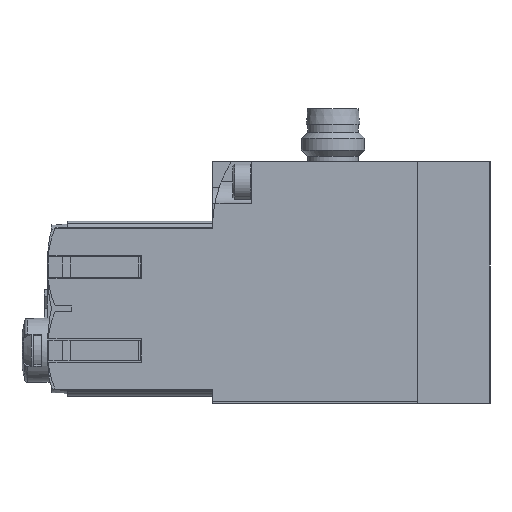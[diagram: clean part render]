
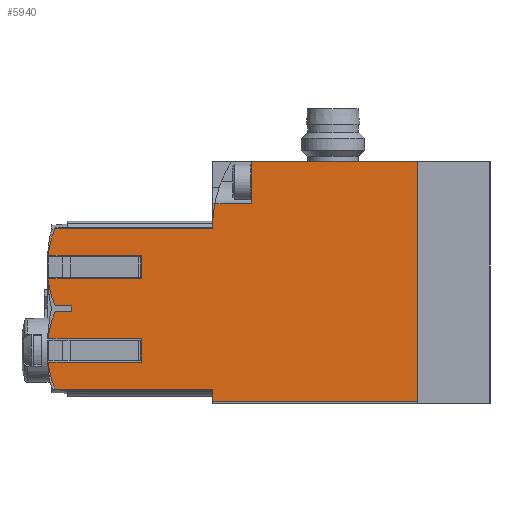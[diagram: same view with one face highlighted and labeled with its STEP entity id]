
A CAD part, left-side view. The second image highlights one B-rep face of the part: STEP entity #5940.
In plain terms, the highlighted planar face has unit normal (-1, 0, 0).
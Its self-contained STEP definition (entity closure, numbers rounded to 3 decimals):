
#152=LINE('',#9563,#595);
#164=LINE('',#9586,#607);
#165=LINE('',#9588,#608);
#166=LINE('',#9592,#609);
#167=LINE('',#9594,#610);
#168=LINE('',#9596,#611);
#169=LINE('',#9600,#612);
#170=LINE('',#9602,#613);
#171=LINE('',#9604,#614);
#172=LINE('',#9608,#615);
#173=LINE('',#9610,#616);
#174=LINE('',#9612,#617);
#175=LINE('',#9616,#618);
#176=LINE('',#9618,#619);
#177=LINE('',#9620,#620);
#178=LINE('',#9622,#621);
#179=LINE('',#9623,#622);
#595=VECTOR('',#7475,1000.);
#607=VECTOR('',#7491,1000.);
#608=VECTOR('',#7492,1000.);
#609=VECTOR('',#7495,1000.);
#610=VECTOR('',#7496,1000.);
#611=VECTOR('',#7497,1000.);
#612=VECTOR('',#7500,1000.);
#613=VECTOR('',#7501,1000.);
#614=VECTOR('',#7502,1000.);
#615=VECTOR('',#7505,1000.);
#616=VECTOR('',#7506,1000.);
#617=VECTOR('',#7507,1000.);
#618=VECTOR('',#7510,1000.);
#619=VECTOR('',#7511,1000.);
#620=VECTOR('',#7512,1000.);
#621=VECTOR('',#7513,1000.);
#622=VECTOR('',#7514,1000.);
#1005=PLANE('',#6498);
#1690=ORIENTED_EDGE('',*,*,#3081,.F.);
#1691=ORIENTED_EDGE('',*,*,#3060,.F.);
#1692=ORIENTED_EDGE('',*,*,#3082,.F.);
#1693=ORIENTED_EDGE('',*,*,#3083,.F.);
#1694=ORIENTED_EDGE('',*,*,#3084,.F.);
#1695=ORIENTED_EDGE('',*,*,#3085,.F.);
#1696=ORIENTED_EDGE('',*,*,#3086,.F.);
#1697=ORIENTED_EDGE('',*,*,#3087,.F.);
#1698=ORIENTED_EDGE('',*,*,#3088,.F.);
#1699=ORIENTED_EDGE('',*,*,#3089,.F.);
#1700=ORIENTED_EDGE('',*,*,#3090,.F.);
#1701=ORIENTED_EDGE('',*,*,#3091,.F.);
#1702=ORIENTED_EDGE('',*,*,#3092,.F.);
#1703=ORIENTED_EDGE('',*,*,#3093,.F.);
#1704=ORIENTED_EDGE('',*,*,#3094,.F.);
#1705=ORIENTED_EDGE('',*,*,#3095,.F.);
#1706=ORIENTED_EDGE('',*,*,#3096,.F.);
#1707=ORIENTED_EDGE('',*,*,#3097,.F.);
#1708=ORIENTED_EDGE('',*,*,#3098,.F.);
#1709=ORIENTED_EDGE('',*,*,#3099,.F.);
#1710=ORIENTED_EDGE('',*,*,#3069,.F.);
#1711=ORIENTED_EDGE('',*,*,#3100,.F.);
#3060=EDGE_CURVE('',#3827,#3828,#4347,.T.);
#3069=EDGE_CURVE('',#3835,#3836,#152,.T.);
#3081=EDGE_CURVE('',#3828,#3845,#164,.T.);
#3082=EDGE_CURVE('',#3846,#3827,#165,.T.);
#3083=EDGE_CURVE('',#3847,#3846,#4350,.T.);
#3084=EDGE_CURVE('',#3848,#3847,#166,.T.);
#3085=EDGE_CURVE('',#3849,#3848,#167,.T.);
#3086=EDGE_CURVE('',#3850,#3849,#168,.T.);
#3087=EDGE_CURVE('',#3851,#3850,#4351,.T.);
#3088=EDGE_CURVE('',#3852,#3851,#169,.T.);
#3089=EDGE_CURVE('',#3853,#3852,#170,.T.);
#3090=EDGE_CURVE('',#3854,#3853,#171,.T.);
#3091=EDGE_CURVE('',#3855,#3854,#4352,.T.);
#3092=EDGE_CURVE('',#3856,#3855,#172,.T.);
#3093=EDGE_CURVE('',#3857,#3856,#173,.T.);
#3094=EDGE_CURVE('',#3858,#3857,#174,.T.);
#3095=EDGE_CURVE('',#3859,#3858,#4353,.T.);
#3096=EDGE_CURVE('',#3860,#3859,#175,.T.);
#3097=EDGE_CURVE('',#3861,#3860,#176,.T.);
#3098=EDGE_CURVE('',#3862,#3861,#177,.T.);
#3099=EDGE_CURVE('',#3836,#3862,#178,.T.);
#3100=EDGE_CURVE('',#3845,#3835,#179,.T.);
#3827=VERTEX_POINT('',#9540);
#3828=VERTEX_POINT('',#9542);
#3835=VERTEX_POINT('',#9562);
#3836=VERTEX_POINT('',#9564);
#3845=VERTEX_POINT('',#9587);
#3846=VERTEX_POINT('',#9589);
#3847=VERTEX_POINT('',#9591);
#3848=VERTEX_POINT('',#9593);
#3849=VERTEX_POINT('',#9595);
#3850=VERTEX_POINT('',#9597);
#3851=VERTEX_POINT('',#9599);
#3852=VERTEX_POINT('',#9601);
#3853=VERTEX_POINT('',#9603);
#3854=VERTEX_POINT('',#9605);
#3855=VERTEX_POINT('',#9607);
#3856=VERTEX_POINT('',#9609);
#3857=VERTEX_POINT('',#9611);
#3858=VERTEX_POINT('',#9613);
#3859=VERTEX_POINT('',#9615);
#3860=VERTEX_POINT('',#9617);
#3861=VERTEX_POINT('',#9619);
#3862=VERTEX_POINT('',#9621);
#4347=CIRCLE('',#6493,16.);
#4350=CIRCLE('',#6499,12.5);
#4351=CIRCLE('',#6500,12.5);
#4352=CIRCLE('',#6501,12.5);
#4353=CIRCLE('',#6502,12.5);
#4761=EDGE_LOOP('',(#1690,#1691,#1692,#1693,#1694,#1695,#1696,#1697,#1698,
#1699,#1700,#1701,#1702,#1703,#1704,#1705,#1706,#1707,#1708,#1709,#1710,
#1711));
#5361=FACE_BOUND('',#4761,.T.);
#5940=ADVANCED_FACE('',(#5361),#1005,.F.);
#6493=AXIS2_PLACEMENT_3D('',#9541,#7462,#7463);
#6498=AXIS2_PLACEMENT_3D('',#9585,#7489,#7490);
#6499=AXIS2_PLACEMENT_3D('',#9590,#7493,#7494);
#6500=AXIS2_PLACEMENT_3D('',#9598,#7498,#7499);
#6501=AXIS2_PLACEMENT_3D('',#9606,#7503,#7504);
#6502=AXIS2_PLACEMENT_3D('',#9614,#7508,#7509);
#7462=DIRECTION('',(1.,0.,0.));
#7463=DIRECTION('',(0.,0.,-1.));
#7475=DIRECTION('',(0.,-1.,0.));
#7489=DIRECTION('',(1.,0.,0.));
#7490=DIRECTION('',(0.,0.,-1.));
#7491=DIRECTION('',(0.,-1.,0.));
#7492=DIRECTION('',(0.,-1.,0.));
#7493=DIRECTION('',(1.,0.,0.));
#7494=DIRECTION('',(0.,0.,-1.));
#7495=DIRECTION('',(0.,1.,0.));
#7496=DIRECTION('',(0.,0.,1.));
#7497=DIRECTION('',(0.,-1.,0.));
#7498=DIRECTION('',(1.,0.,0.));
#7499=DIRECTION('',(0.,0.,-1.));
#7500=DIRECTION('',(0.,1.,0.));
#7501=DIRECTION('',(0.,0.,1.));
#7502=DIRECTION('',(0.,-1.,0.));
#7503=DIRECTION('',(1.,0.,0.));
#7504=DIRECTION('',(0.,0.,-1.));
#7505=DIRECTION('',(0.,1.,0.));
#7506=DIRECTION('',(0.,0.,1.));
#7507=DIRECTION('',(0.,-1.,0.));
#7508=DIRECTION('',(1.,0.,0.));
#7509=DIRECTION('',(0.,0.,-1.));
#7510=DIRECTION('',(0.,1.,0.));
#7511=DIRECTION('',(0.,0.,1.));
#7512=DIRECTION('',(0.,1.,0.));
#7513=DIRECTION('',(0.,0.,-1.));
#7514=DIRECTION('',(0.,0.,1.));
#9540=CARTESIAN_POINT('',(0.,25.9,6.7));
#9541=CARTESIAN_POINT('',(0.,9.9,6.704));
#9542=CARTESIAN_POINT('',(0.,25.598,9.8));
#9562=CARTESIAN_POINT('',(0.,21.,15.1));
#9563=CARTESIAN_POINT('',(0.,23.52,15.1));
#9564=CARTESIAN_POINT('',(0.,0.,15.1));
#9585=CARTESIAN_POINT('',(0.,9.9,6.704));
#9586=CARTESIAN_POINT('',(0.,9.9,9.8));
#9587=CARTESIAN_POINT('',(0.,21.,9.8));
#9588=CARTESIAN_POINT('',(0.,45.75,6.7));
#9589=CARTESIAN_POINT('',(0.,45.75,6.7));
#9590=CARTESIAN_POINT('',(0.,34.25,1.8));
#9591=CARTESIAN_POINT('',(0.,46.66,3.3));
#9592=CARTESIAN_POINT('',(0.,34.9,3.3));
#9593=CARTESIAN_POINT('',(0.,34.9,3.3));
#9594=CARTESIAN_POINT('',(0.,34.9,0.3));
#9595=CARTESIAN_POINT('',(0.,34.9,0.3));
#9596=CARTESIAN_POINT('',(0.,46.66,0.3));
#9597=CARTESIAN_POINT('',(0.,46.66,0.3));
#9598=CARTESIAN_POINT('',(0.,34.25,1.8));
#9599=CARTESIAN_POINT('',(0.,45.75,-3.1));
#9600=CARTESIAN_POINT('',(0.,43.72,-3.1));
#9601=CARTESIAN_POINT('',(0.,43.72,-3.1));
#9602=CARTESIAN_POINT('',(0.,43.72,-3.8));
#9603=CARTESIAN_POINT('',(0.,43.72,-3.8));
#9604=CARTESIAN_POINT('',(0.,45.75,-3.8));
#9605=CARTESIAN_POINT('',(0.,45.75,-3.8));
#9606=CARTESIAN_POINT('',(0.,34.25,-8.7));
#9607=CARTESIAN_POINT('',(0.,46.66,-7.2));
#9608=CARTESIAN_POINT('',(0.,34.9,-7.2));
#9609=CARTESIAN_POINT('',(0.,34.9,-7.2));
#9610=CARTESIAN_POINT('',(0.,34.9,-10.2));
#9611=CARTESIAN_POINT('',(0.,34.9,-10.2));
#9612=CARTESIAN_POINT('',(0.,46.66,-10.2));
#9613=CARTESIAN_POINT('',(0.,46.66,-10.2));
#9614=CARTESIAN_POINT('',(0.,34.25,-8.7));
#9615=CARTESIAN_POINT('',(0.,45.75,-13.6));
#9616=CARTESIAN_POINT('',(0.,25.9,-13.6));
#9617=CARTESIAN_POINT('',(0.,25.9,-13.6));
#9618=CARTESIAN_POINT('',(0.,25.9,-15.1));
#9619=CARTESIAN_POINT('',(0.,25.9,-15.1));
#9620=CARTESIAN_POINT('',(0.,0.,-15.1));
#9621=CARTESIAN_POINT('',(0.,0.,-15.1));
#9622=CARTESIAN_POINT('',(0.,0.,15.1));
#9623=CARTESIAN_POINT('',(0.,21.,6.704));
